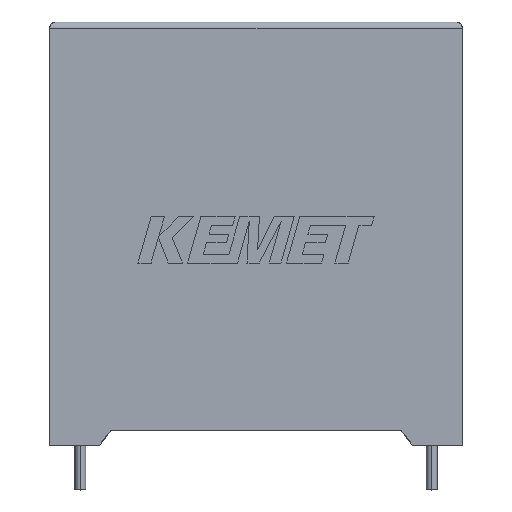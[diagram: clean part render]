
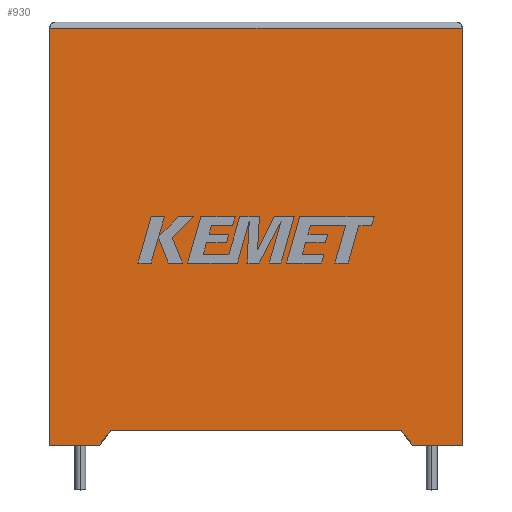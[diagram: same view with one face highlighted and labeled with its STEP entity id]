
A CAD part, top view. The second image highlights one B-rep face of the part: STEP entity #930.
In plain terms, the highlighted planar face has unit normal (0, 0, 1).
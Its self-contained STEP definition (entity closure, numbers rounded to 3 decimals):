
#74 = VECTOR ( 'NONE', #2747, 1000. ) ;
#75 = DIRECTION ( 'NONE',  ( 1., 0., 0. ) ) ;
#119 = VERTEX_POINT ( 'NONE', #1672 ) ;
#143 = CARTESIAN_POINT ( 'NONE',  ( 4.797, 1.141, 18.2 ) ) ;
#173 = CARTESIAN_POINT ( 'NONE',  ( 32.3, 0., 18.2 ) ) ;
#178 = VECTOR ( 'NONE', #2385, 1000. ) ;
#179 = DIRECTION ( 'NONE',  ( -1., 0., 0. ) ) ;
#228 = VECTOR ( 'NONE', #1330, 1000. ) ;
#263 = AXIS2_PLACEMENT_3D ( 'NONE', #1835, #2334, #179 ) ;
#353 = CARTESIAN_POINT ( 'NONE',  ( 28.4, 0., 18.2 ) ) ;
#416 = ORIENTED_EDGE ( 'NONE', *, *, #2519, .T. ) ;
#516 = LINE ( 'NONE', #173, #1130 ) ;
#522 = CARTESIAN_POINT ( 'NONE',  ( 3.9, 0., 18.2 ) ) ;
#642 = ORIENTED_EDGE ( 'NONE', *, *, #2378, .F. ) ;
#650 = DIRECTION ( 'NONE',  ( 0., 1., 0. ) ) ;
#804 = EDGE_CURVE ( 'NONE', #2000, #3019, #1831, .T. ) ;
#919 = LINE ( 'NONE', #1829, #1425 ) ;
#930 = ADVANCED_FACE ( 'NONE', ( #939 ), #1407, .F. ) ;
#939 = FACE_OUTER_BOUND ( 'NONE', #2100, .T. ) ;
#946 = ORIENTED_EDGE ( 'NONE', *, *, #1266, .T. ) ;
#1023 = ORIENTED_EDGE ( 'NONE', *, *, #804, .T. ) ;
#1028 = LINE ( 'NONE', #1489, #1119 ) ;
#1069 = VERTEX_POINT ( 'NONE', #2221 ) ;
#1076 = CARTESIAN_POINT ( 'NONE',  ( 28.4, 0., 18.2 ) ) ;
#1119 = VECTOR ( 'NONE', #75, 1000. ) ;
#1129 = DIRECTION ( 'NONE',  ( -1., 0., 0. ) ) ;
#1130 = VECTOR ( 'NONE', #650, 1000. ) ;
#1132 = DIRECTION ( 'NONE',  ( 1., 0., 0. ) ) ;
#1266 = EDGE_CURVE ( 'NONE', #2565, #1069, #1028, .T. ) ;
#1317 = CARTESIAN_POINT ( 'NONE',  ( 0., 0., 18.2 ) ) ;
#1330 = DIRECTION ( 'NONE',  ( 0.618, -0.786, 0. ) ) ;
#1335 = CARTESIAN_POINT ( 'NONE',  ( 3.9, 0., 18.2 ) ) ;
#1341 = VERTEX_POINT ( 'NONE', #2060 ) ;
#1373 = ORIENTED_EDGE ( 'NONE', *, *, #2241, .T. ) ;
#1407 = PLANE ( 'NONE',  #263 ) ;
#1419 = LINE ( 'NONE', #1076, #228 ) ;
#1425 = VECTOR ( 'NONE', #1129, 1000. ) ;
#1489 = CARTESIAN_POINT ( 'NONE',  ( 0., 0., 18.2 ) ) ;
#1565 = LINE ( 'NONE', #1335, #74 ) ;
#1672 = CARTESIAN_POINT ( 'NONE',  ( 0., 32.6, 18.2 ) ) ;
#1713 = VECTOR ( 'NONE', #1132, 1000. ) ;
#1749 = ORIENTED_EDGE ( 'NONE', *, *, #2164, .T. ) ;
#1829 = CARTESIAN_POINT ( 'NONE',  ( 0., 32.6, 18.2 ) ) ;
#1831 = LINE ( 'NONE', #1317, #1713 ) ;
#1834 = CARTESIAN_POINT ( 'NONE',  ( 0., 0., 18.2 ) ) ;
#1835 = CARTESIAN_POINT ( 'NONE',  ( 0., 0., 18.2 ) ) ;
#1857 = LINE ( 'NONE', #1834, #1968 ) ;
#1924 = EDGE_CURVE ( 'NONE', #1943, #3019, #1565, .T. ) ;
#1943 = VERTEX_POINT ( 'NONE', #143 ) ;
#1968 = VECTOR ( 'NONE', #2750, 1000. ) ;
#2000 = VERTEX_POINT ( 'NONE', #2372 ) ;
#2060 = CARTESIAN_POINT ( 'NONE',  ( 32.3, 32.6, 18.2 ) ) ;
#2100 = EDGE_LOOP ( 'NONE', ( #2775, #1749, #1373, #1023, #2722, #642, #416, #946 ) ) ;
#2157 = EDGE_CURVE ( 'NONE', #1069, #1341, #516, .T. ) ;
#2164 = EDGE_CURVE ( 'NONE', #1341, #119, #919, .T. ) ;
#2221 = CARTESIAN_POINT ( 'NONE',  ( 32.3, 0., 18.2 ) ) ;
#2241 = EDGE_CURVE ( 'NONE', #119, #2000, #1857, .T. ) ;
#2334 = DIRECTION ( 'NONE',  ( 0., 0., -1. ) ) ;
#2344 = CARTESIAN_POINT ( 'NONE',  ( 16.15, 1.141, 18.2 ) ) ;
#2350 = CARTESIAN_POINT ( 'NONE',  ( 27.503, 1.141, 18.2 ) ) ;
#2372 = CARTESIAN_POINT ( 'NONE',  ( 0., 0., 18.2 ) ) ;
#2378 = EDGE_CURVE ( 'NONE', #2946, #1943, #3015, .T. ) ;
#2385 = DIRECTION ( 'NONE',  ( -1., 0., 0. ) ) ;
#2519 = EDGE_CURVE ( 'NONE', #2946, #2565, #1419, .T. ) ;
#2565 = VERTEX_POINT ( 'NONE', #353 ) ;
#2722 = ORIENTED_EDGE ( 'NONE', *, *, #1924, .F. ) ;
#2747 = DIRECTION ( 'NONE',  ( -0.618, -0.786, 0. ) ) ;
#2750 = DIRECTION ( 'NONE',  ( 0., -1., 0. ) ) ;
#2775 = ORIENTED_EDGE ( 'NONE', *, *, #2157, .T. ) ;
#2946 = VERTEX_POINT ( 'NONE', #2350 ) ;
#3015 = LINE ( 'NONE', #2344, #178 ) ;
#3019 = VERTEX_POINT ( 'NONE', #522 ) ;
